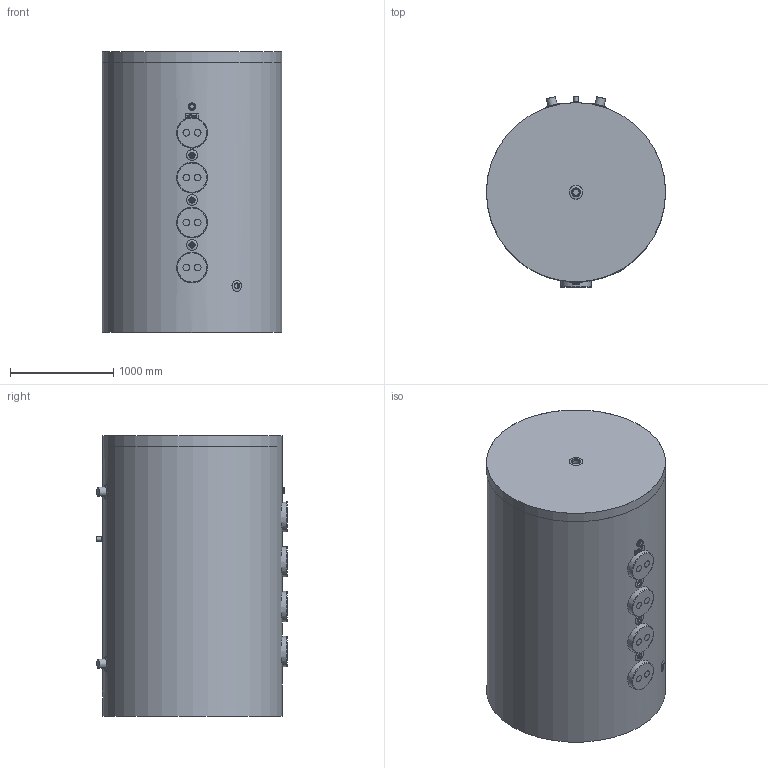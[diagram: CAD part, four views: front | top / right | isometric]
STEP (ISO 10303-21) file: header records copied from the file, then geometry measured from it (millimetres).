
FILE_DESCRIPTION(/* description */ (''),/* implementation_level */ '2;1');
FILE_NAME(/* name */ '3d_AL4000_R4_Cwhite-7845480.stp',/* time_stamp */ '2018-06-29T07:27:55+02:00',/* author */ ('Andrzej'),/* organization */ (''),/* preprocessor_version */ 'ST-DEVELOPER v16.13',/* originating_system */ 'AutoCAD Mechanical',/* authorisation */ '');
FILE_SCHEMA (('AUTOMOTIVE_DESIGN { 1 0 10303 214 3 1 1 }'));
Length unit declared in the file: millimetre
Products named in the file (1): Product
Bounding box: 1741 x 1850.1 x 2731 mm (x, y, z)
Volume: 6193827464.1 mm3; surface area: 58812301.7 mm2
Topology: 50 solids, 95 shells, 1336 faces, 2869 edges, 1908 vertices
Faces by surface type: plane 749, cylinder 363, torus 127, cone 63, bspline 28, sphere 6
Full cylindrical faces by diameter (mm): 0.5 x1, 3 x1, 4 x1, 5 x1, 6.8 x2, 7 x1, 10 x80, 11 x2, 11.5 x40, 16 x2, 17.2 x1, 20 x11, 22.9 x1, 23.9 x1, 24.4 x3, 30 x4, 33 x3, 33.7 x2, 36 x1, 38 x2, 39 x4, 40 x2, 42.4 x4, 43 x1, 44 x1, 48.3 x1, 51 x3, 54 x1, 55 x9, 56 x5
Entity records: 39216 total; most frequent: CARTESIAN_POINT 11673, DIRECTION 5844, ORIENTED_EDGE 4586, AXIS2_PLACEMENT_3D 2320, EDGE_CURVE 2291, EDGE_LOOP 2155, VERTEX_POINT 1792, FACE_OUTER_BOUND 1336
